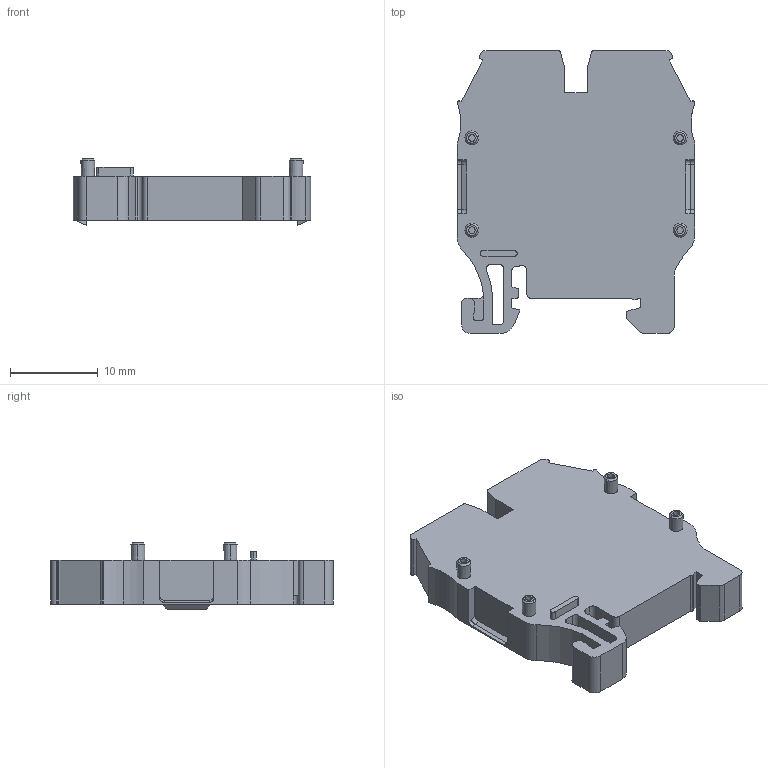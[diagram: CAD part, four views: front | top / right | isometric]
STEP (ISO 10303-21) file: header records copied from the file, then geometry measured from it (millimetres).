
FILE_DESCRIPTION (( 'STEP AP214' ), '1' );
FILE_NAME ('304420_MVK 2,5_Grey.STP', '2013-11-12T11:03:57', ( 'arge' ), ( 'Microsoft' ), 'SwSTEP 2.0', 'SolidWorks 2013', '' );
FILE_SCHEMA (( 'AUTOMOTIVE_DESIGN' ));
Length unit declared in the file: millimetre
Products named in the file (1): 304420_MVK 2,5_Grey
Bounding box: 27 x 32.2 x 7.61 mm (x, y, z)
Volume: 3501.9 mm3; surface area: 2521.3 mm2
Topology: 1 solids, 7 shells, 268 faces, 667 edges, 432 vertices
Faces by surface type: plane 120, cylinder 92, cone 32, bspline 24
Entity records: 8692 total; most frequent: CARTESIAN_POINT 2243, DIRECTION 1345, ORIENTED_EDGE 1334, EDGE_CURVE 667, AXIS2_PLACEMENT_3D 477, VERTEX_POINT 432, VECTOR 391, LINE 391
